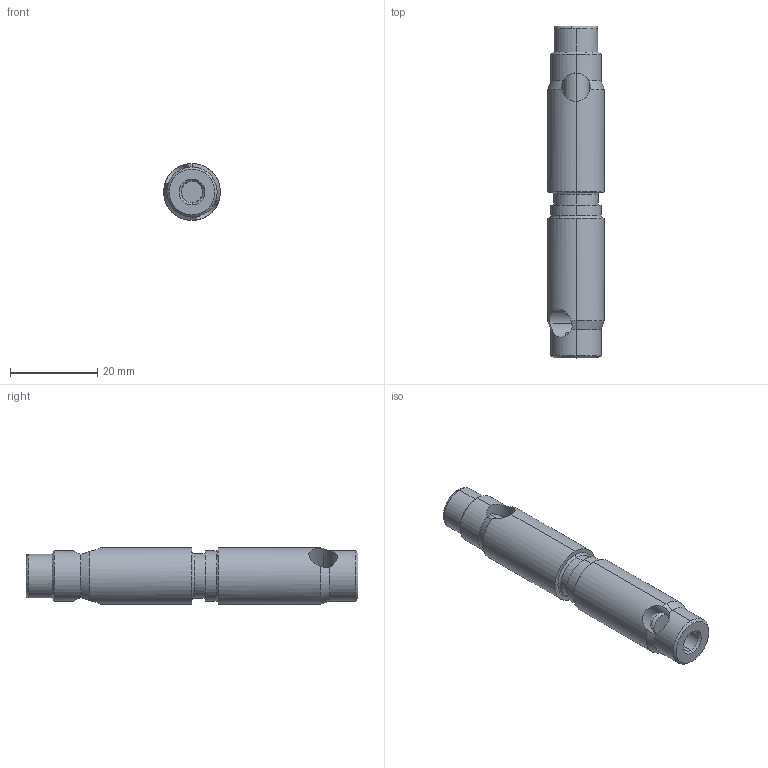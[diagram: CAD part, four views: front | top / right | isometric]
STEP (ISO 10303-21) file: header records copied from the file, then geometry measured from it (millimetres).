
FILE_DESCRIPTION (( 'STEP AP214' ), '1' );
FILE_NAME ('099G103M6.STEP', '2015-06-19T07:22:38', ( 'Not-Admin' ), ( 'Hewlett-Packard Company' ), 'SwSTEP 2.0', 'SolidWorks 2014', '' );
FILE_SCHEMA (( 'AUTOMOTIVE_DESIGN' ));
Length unit declared in the file: millimetre
Products named in the file (1): 099G103M6
Bounding box: 13 x 76 x 13 mm (x, y, z)
Volume: 8345.6 mm3; surface area: 5920.7 mm2
Topology: 3 solids, 3 shells, 107 faces, 269 edges, 169 vertices
Faces by surface type: plane 54, cylinder 30, cone 15, bspline 8
Entity records: 5014 total; most frequent: CARTESIAN_POINT 1266, ORIENTED_EDGE 534, DIRECTION 509, EDGE_CURVE 267, AXIS2_PLACEMENT_3D 188, VERTEX_POINT 169, VECTOR 133, LINE 133
